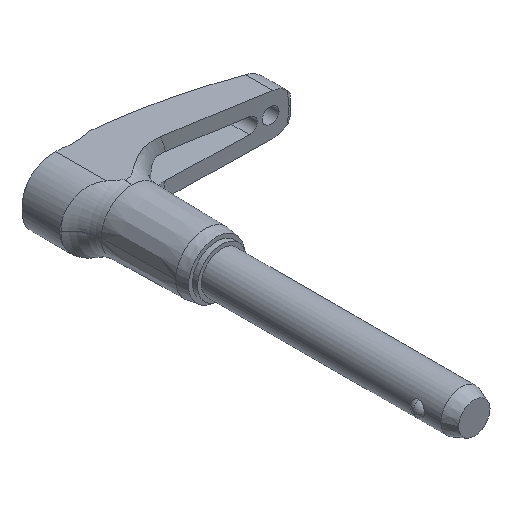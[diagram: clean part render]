
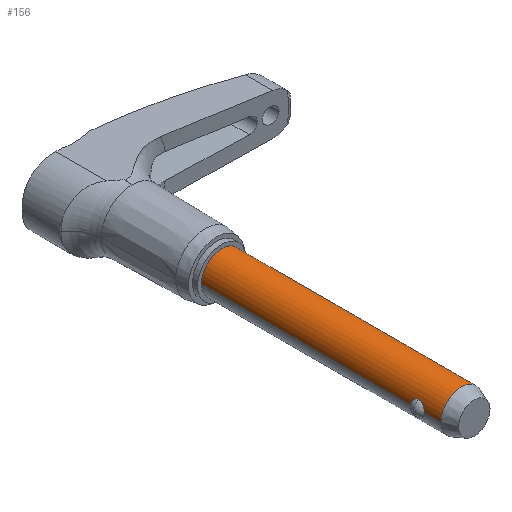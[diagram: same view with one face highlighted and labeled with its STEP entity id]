
A CAD part, isometric view. The second image highlights one B-rep face of the part: STEP entity #156.
In plain terms, the highlighted cylindrical face has radius 3.969 mm (diameter 7.938 mm), a partial arc.
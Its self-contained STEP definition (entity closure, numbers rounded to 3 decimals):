
#156=ADVANCED_FACE('',(#332),#333,.T.);
#332=FACE_OUTER_BOUND('',#524,.T.);
#333=CYLINDRICAL_SURFACE('',#525,3.969);
#524=EDGE_LOOP('',(#932,#933,#934,#935,#936,#937,#938,#939,#940,#941));
#525=AXIS2_PLACEMENT_3D('',#942,#943,#944);
#932=ORIENTED_EDGE('',*,*,#1223,.T.);
#933=ORIENTED_EDGE('',*,*,#1289,.T.);
#934=ORIENTED_EDGE('',*,*,#1314,.T.);
#935=ORIENTED_EDGE('',*,*,#1230,.T.);
#936=ORIENTED_EDGE('',*,*,#1264,.F.);
#937=ORIENTED_EDGE('',*,*,#1228,.T.);
#938=ORIENTED_EDGE('',*,*,#1315,.T.);
#939=ORIENTED_EDGE('',*,*,#1296,.T.);
#940=ORIENTED_EDGE('',*,*,#1225,.T.);
#941=ORIENTED_EDGE('',*,*,#1316,.T.);
#942=CARTESIAN_POINT('',(0.0,-24.511,0.0));
#943=DIRECTION('',(-0.0,1.0,0.0));
#944=DIRECTION('',(1.0,0.0,0.0));
#1223=EDGE_CURVE('',#1490,#1491,#1492,.T.);
#1225=EDGE_CURVE('',#1495,#1493,#1496,.T.);
#1228=EDGE_CURVE('',#1501,#1499,#1502,.T.);
#1230=EDGE_CURVE('',#1505,#1503,#1506,.T.);
#1264=EDGE_CURVE('',#1501,#1503,#1559,.T.);
#1289=EDGE_CURVE('',#1491,#1590,#1592,.T.);
#1296=EDGE_CURVE('',#1598,#1495,#1600,.T.);
#1314=EDGE_CURVE('',#1590,#1505,#1620,.T.);
#1315=EDGE_CURVE('',#1499,#1598,#1621,.T.);
#1316=EDGE_CURVE('',#1493,#1490,#1622,.T.);
#1490=VERTEX_POINT('',#2225);
#1491=VERTEX_POINT('',#2226);
#1492=LINE('',#2227,#2228);
#1493=VERTEX_POINT('',#2229);
#1495=VERTEX_POINT('',#2231);
#1496=LINE('',#2232,#2233);
#1499=VERTEX_POINT('',#2249);
#1501=VERTEX_POINT('',#2264);
#1502=LINE('',#2265,#2266);
#1503=VERTEX_POINT('',#2267);
#1505=VERTEX_POINT('',#2269);
#1506=LINE('',#2270,#2271);
#1559=CIRCLE('',#2525,3.969);
#1590=VERTEX_POINT('',#2643);
#1592=B_SPLINE_CURVE_WITH_KNOTS('',3,(#2645,#2646,#2647,#2648,#2649,#2650,#2651,#2652,#2653,#2654,#2655,#2656,#2657,#2658),.UNSPECIFIED.,.F.,.F.,(4,2,2,2,2,2,4),(2.084,2.453,2.822,3.04,3.257,3.712,4.167),.UNSPECIFIED.);
#1598=VERTEX_POINT('',#2695);
#1600=B_SPLINE_CURVE_WITH_KNOTS('',3,(#2697,#2698,#2699,#2700,#2701,#2702,#2703,#2704,#2705,#2706,#2707,#2708,#2709,#2710),.UNSPECIFIED.,.F.,.F.,(4,2,2,2,2,2,4),(0.0,0.455,0.91,1.128,1.345,1.715,2.084),.UNSPECIFIED.);
#1620=B_SPLINE_CURVE_WITH_KNOTS('',3,(#2770,#2771,#2772,#2773,#2774,#2775,#2776,#2777,#2778,#2779,#2780,#2781,#2782,#2783),.UNSPECIFIED.,.F.,.F.,(4,2,2,2,2,2,4),(4.167,4.622,5.077,5.295,5.513,5.882,6.251),.UNSPECIFIED.);
#1621=B_SPLINE_CURVE_WITH_KNOTS('',3,(#2784,#2785,#2786,#2787,#2788,#2789,#2790,#2791,#2792,#2793,#2794,#2795,#2796,#2797),.UNSPECIFIED.,.F.,.F.,(4,2,2,2,2,2,4),(6.251,6.62,6.989,7.207,7.425,7.88,8.335),.UNSPECIFIED.);
#1622=CIRCLE('',#2798,3.969);
#2225=CARTESIAN_POINT('',(3.969,-46.507,0.0));
#2226=CARTESIAN_POINT('',(3.969,-43.287,0.));
#2227=CARTESIAN_POINT('',(3.969,-24.511,0.));
#2228=VECTOR('',#3055,1.0);
#2229=CARTESIAN_POINT('',(-3.969,-46.507,0.));
#2231=CARTESIAN_POINT('',(-3.969,-43.287,0.));
#2232=CARTESIAN_POINT('',(-3.969,-24.511,0.));
#2233=VECTOR('',#3059,1.0);
#2249=CARTESIAN_POINT('',(-3.969,-40.64,0.));
#2264=CARTESIAN_POINT('',(-3.969,0.0,0.));
#2265=CARTESIAN_POINT('',(-3.969,-24.511,0.));
#2266=VECTOR('',#3060,1.0);
#2267=CARTESIAN_POINT('',(3.969,0.0,0.0));
#2269=CARTESIAN_POINT('',(3.969,-40.64,0.));
#2270=CARTESIAN_POINT('',(3.969,-24.511,0.));
#2271=VECTOR('',#3064,1.0);
#2525=AXIS2_PLACEMENT_3D('',#3109,#3110,#3111);
#2643=CARTESIAN_POINT('',(3.7,-41.963,1.435));
#2645=CARTESIAN_POINT('',(3.969,-43.287,0.0));
#2646=CARTESIAN_POINT('',(3.969,-43.287,0.123));
#2647=CARTESIAN_POINT('',(3.963,-43.272,0.257));
#2648=CARTESIAN_POINT('',(3.937,-43.208,0.514));
#2649=CARTESIAN_POINT('',(3.919,-43.158,0.638));
#2650=CARTESIAN_POINT('',(3.886,-43.066,0.807));
#2651=CARTESIAN_POINT('',(3.872,-43.023,0.873));
#2652=CARTESIAN_POINT('',(3.842,-42.927,0.996));
#2653=CARTESIAN_POINT('',(3.827,-42.874,1.053));
#2654=CARTESIAN_POINT('',(3.784,-42.711,1.201));
#2655=CARTESIAN_POINT('',(3.754,-42.574,1.289));
#2656=CARTESIAN_POINT('',(3.712,-42.276,1.406));
#2657=CARTESIAN_POINT('',(3.7,-42.115,1.435));
#2658=CARTESIAN_POINT('',(3.7,-41.963,1.435));
#2695=CARTESIAN_POINT('',(-3.7,-41.963,1.435));
#2697=CARTESIAN_POINT('',(-3.7,-41.963,1.435));
#2698=CARTESIAN_POINT('',(-3.7,-42.115,1.435));
#2699=CARTESIAN_POINT('',(-3.712,-42.276,1.406));
#2700=CARTESIAN_POINT('',(-3.754,-42.574,1.289));
#2701=CARTESIAN_POINT('',(-3.784,-42.711,1.201));
#2702=CARTESIAN_POINT('',(-3.827,-42.874,1.053));
#2703=CARTESIAN_POINT('',(-3.842,-42.927,0.996));
#2704=CARTESIAN_POINT('',(-3.872,-43.023,0.873));
#2705=CARTESIAN_POINT('',(-3.886,-43.066,0.807));
#2706=CARTESIAN_POINT('',(-3.919,-43.158,0.638));
#2707=CARTESIAN_POINT('',(-3.937,-43.208,0.514));
#2708=CARTESIAN_POINT('',(-3.963,-43.272,0.257));
#2709=CARTESIAN_POINT('',(-3.969,-43.287,0.123));
#2710=CARTESIAN_POINT('',(-3.969,-43.287,0.));
#2770=CARTESIAN_POINT('',(3.7,-41.963,1.435));
#2771=CARTESIAN_POINT('',(3.7,-41.812,1.435));
#2772=CARTESIAN_POINT('',(3.712,-41.65,1.406));
#2773=CARTESIAN_POINT('',(3.754,-41.352,1.289));
#2774=CARTESIAN_POINT('',(3.784,-41.216,1.201));
#2775=CARTESIAN_POINT('',(3.827,-41.053,1.053));
#2776=CARTESIAN_POINT('',(3.842,-41.,0.996));
#2777=CARTESIAN_POINT('',(3.872,-40.904,0.873));
#2778=CARTESIAN_POINT('',(3.886,-40.861,0.807));
#2779=CARTESIAN_POINT('',(3.919,-40.768,0.638));
#2780=CARTESIAN_POINT('',(3.937,-40.719,0.514));
#2781=CARTESIAN_POINT('',(3.963,-40.655,0.257));
#2782=CARTESIAN_POINT('',(3.969,-40.64,0.123));
#2783=CARTESIAN_POINT('',(3.969,-40.64,0.));
#2784=CARTESIAN_POINT('',(-3.969,-40.64,0.));
#2785=CARTESIAN_POINT('',(-3.969,-40.64,0.123));
#2786=CARTESIAN_POINT('',(-3.963,-40.655,0.257));
#2787=CARTESIAN_POINT('',(-3.937,-40.719,0.514));
#2788=CARTESIAN_POINT('',(-3.919,-40.768,0.638));
#2789=CARTESIAN_POINT('',(-3.886,-40.861,0.807));
#2790=CARTESIAN_POINT('',(-3.872,-40.904,0.873));
#2791=CARTESIAN_POINT('',(-3.842,-41.,0.996));
#2792=CARTESIAN_POINT('',(-3.827,-41.053,1.053));
#2793=CARTESIAN_POINT('',(-3.784,-41.216,1.201));
#2794=CARTESIAN_POINT('',(-3.754,-41.352,1.289));
#2795=CARTESIAN_POINT('',(-3.712,-41.65,1.406));
#2796=CARTESIAN_POINT('',(-3.7,-41.812,1.435));
#2797=CARTESIAN_POINT('',(-3.7,-41.963,1.435));
#2798=AXIS2_PLACEMENT_3D('',#3164,#3165,#3166);
#3055=DIRECTION('',(0.0,1.0,0.0));
#3059=DIRECTION('',(-0.0,-1.0,-0.0));
#3060=DIRECTION('',(-0.0,-1.0,-0.0));
#3064=DIRECTION('',(0.0,1.0,0.0));
#3109=CARTESIAN_POINT('',(0.0,0.0,0.0));
#3110=DIRECTION('',(-0.0,1.0,0.0));
#3111=DIRECTION('',(1.0,0.0,0.0));
#3164=CARTESIAN_POINT('',(0.0,-46.507,0.0));
#3165=DIRECTION('',(0.,1.0,0.0));
#3166=DIRECTION('',(1.0,0.,0.0));
